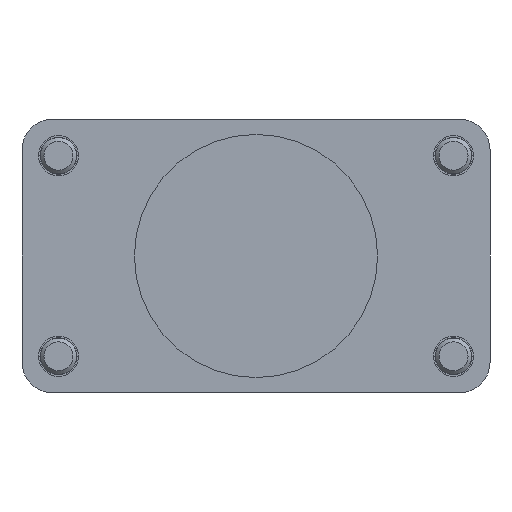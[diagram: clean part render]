
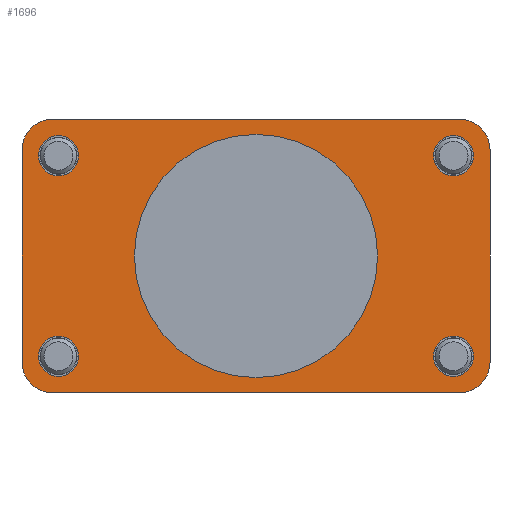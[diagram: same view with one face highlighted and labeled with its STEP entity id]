
A CAD part, front view. The second image highlights one B-rep face of the part: STEP entity #1696.
In plain terms, the highlighted planar face has unit normal (0, -1, 0).
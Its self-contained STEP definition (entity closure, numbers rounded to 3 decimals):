
#90=PLANE('',#1872);
#148=CIRCLE('',#1861,5.);
#149=CIRCLE('',#1864,5.);
#150=CIRCLE('',#1867,5.);
#151=CIRCLE('',#1870,5.);
#152=CIRCLE('',#1873,3.3);
#153=CIRCLE('',#1874,3.3);
#154=CIRCLE('',#1875,3.3);
#155=CIRCLE('',#1876,3.3);
#156=CIRCLE('',#1877,20.);
#258=LINE('',#2723,#378);
#261=LINE('',#2731,#381);
#264=LINE('',#2739,#384);
#267=LINE('',#2747,#387);
#378=VECTOR('',#2138,1000.);
#381=VECTOR('',#2147,1000.);
#384=VECTOR('',#2156,1000.);
#387=VECTOR('',#2165,1000.);
#558=ORIENTED_EDGE('',*,*,#990,.F.);
#559=ORIENTED_EDGE('',*,*,#991,.F.);
#560=ORIENTED_EDGE('',*,*,#992,.F.);
#561=ORIENTED_EDGE('',*,*,#993,.F.);
#562=ORIENTED_EDGE('',*,*,#994,.T.);
#563=ORIENTED_EDGE('',*,*,#974,.F.);
#564=ORIENTED_EDGE('',*,*,#989,.F.);
#565=ORIENTED_EDGE('',*,*,#987,.F.);
#566=ORIENTED_EDGE('',*,*,#985,.F.);
#567=ORIENTED_EDGE('',*,*,#983,.F.);
#568=ORIENTED_EDGE('',*,*,#981,.F.);
#569=ORIENTED_EDGE('',*,*,#979,.F.);
#570=ORIENTED_EDGE('',*,*,#977,.F.);
#974=EDGE_CURVE('',#1192,#1193,#148,.T.);
#977=EDGE_CURVE('',#1193,#1194,#258,.T.);
#979=EDGE_CURVE('',#1194,#1195,#149,.T.);
#981=EDGE_CURVE('',#1195,#1196,#261,.T.);
#983=EDGE_CURVE('',#1196,#1197,#150,.T.);
#985=EDGE_CURVE('',#1197,#1198,#264,.T.);
#987=EDGE_CURVE('',#1198,#1199,#151,.T.);
#989=EDGE_CURVE('',#1199,#1192,#267,.T.);
#990=EDGE_CURVE('',#1200,#1200,#152,.F.);
#991=EDGE_CURVE('',#1201,#1201,#153,.F.);
#992=EDGE_CURVE('',#1202,#1202,#154,.F.);
#993=EDGE_CURVE('',#1203,#1203,#155,.F.);
#994=EDGE_CURVE('',#1204,#1204,#156,.T.);
#1192=VERTEX_POINT('',#2718);
#1193=VERTEX_POINT('',#2719);
#1194=VERTEX_POINT('',#2724);
#1195=VERTEX_POINT('',#2728);
#1196=VERTEX_POINT('',#2732);
#1197=VERTEX_POINT('',#2736);
#1198=VERTEX_POINT('',#2740);
#1199=VERTEX_POINT('',#2744);
#1200=VERTEX_POINT('',#2750);
#1201=VERTEX_POINT('',#2752);
#1202=VERTEX_POINT('',#2754);
#1203=VERTEX_POINT('',#2756);
#1204=VERTEX_POINT('',#2758);
#1350=EDGE_LOOP('',(#558));
#1351=EDGE_LOOP('',(#559));
#1352=EDGE_LOOP('',(#560));
#1353=EDGE_LOOP('',(#561));
#1354=EDGE_LOOP('',(#562));
#1355=EDGE_LOOP('',(#563,#564,#565,#566,#567,#568,#569,#570));
#1504=FACE_BOUND('',#1350,.T.);
#1505=FACE_BOUND('',#1351,.T.);
#1506=FACE_BOUND('',#1352,.T.);
#1507=FACE_BOUND('',#1353,.T.);
#1508=FACE_BOUND('',#1354,.T.);
#1509=FACE_BOUND('',#1355,.T.);
#1696=ADVANCED_FACE('',(#1504,#1505,#1506,#1507,#1508,#1509),#90,.F.);
#1861=AXIS2_PLACEMENT_3D('',#2717,#2132,#2133);
#1864=AXIS2_PLACEMENT_3D('',#2727,#2142,#2143);
#1867=AXIS2_PLACEMENT_3D('',#2735,#2151,#2152);
#1870=AXIS2_PLACEMENT_3D('',#2743,#2160,#2161);
#1872=AXIS2_PLACEMENT_3D('',#2748,#2166,#2167);
#1873=AXIS2_PLACEMENT_3D('',#2749,#2168,#2169);
#1874=AXIS2_PLACEMENT_3D('',#2751,#2170,#2171);
#1875=AXIS2_PLACEMENT_3D('',#2753,#2172,#2173);
#1876=AXIS2_PLACEMENT_3D('',#2755,#2174,#2175);
#1877=AXIS2_PLACEMENT_3D('',#2757,#2176,#2177);
#2132=DIRECTION('',(0.,1.,0.));
#2133=DIRECTION('',(1.,0.,0.));
#2138=DIRECTION('',(0.,0.,1.));
#2142=DIRECTION('',(0.,1.,0.));
#2143=DIRECTION('',(1.,0.,0.));
#2147=DIRECTION('',(1.,0.,0.));
#2151=DIRECTION('',(0.,1.,0.));
#2152=DIRECTION('',(1.,0.,0.));
#2156=DIRECTION('',(0.,0.,-1.));
#2160=DIRECTION('',(0.,1.,0.));
#2161=DIRECTION('',(1.,0.,0.));
#2165=DIRECTION('',(-1.,0.,0.));
#2166=DIRECTION('',(0.,1.,0.));
#2167=DIRECTION('',(0.,0.,1.));
#2168=DIRECTION('',(0.,1.,0.));
#2169=DIRECTION('',(0.,0.,1.));
#2170=DIRECTION('',(0.,1.,0.));
#2171=DIRECTION('',(0.,0.,1.));
#2172=DIRECTION('',(0.,1.,0.));
#2173=DIRECTION('',(0.,0.,1.));
#2174=DIRECTION('',(0.,1.,0.));
#2175=DIRECTION('',(0.,0.,1.));
#2176=DIRECTION('',(0.,1.,0.));
#2177=DIRECTION('',(1.,0.,0.));
#2717=CARTESIAN_POINT('',(-33.5,0.,-17.5));
#2718=CARTESIAN_POINT('',(-33.5,0.,-22.5));
#2719=CARTESIAN_POINT('',(-38.5,0.,-17.5));
#2723=CARTESIAN_POINT('',(-38.5,0.,-17.5));
#2724=CARTESIAN_POINT('',(-38.5,0.,17.5));
#2727=CARTESIAN_POINT('',(-33.5,0.,17.5));
#2728=CARTESIAN_POINT('',(-33.5,0.,22.5));
#2731=CARTESIAN_POINT('',(-33.5,0.,22.5));
#2732=CARTESIAN_POINT('',(33.5,0.,22.5));
#2735=CARTESIAN_POINT('',(33.5,0.,17.5));
#2736=CARTESIAN_POINT('',(38.5,0.,17.5));
#2739=CARTESIAN_POINT('',(38.5,0.,17.5));
#2740=CARTESIAN_POINT('',(38.5,0.,-17.5));
#2743=CARTESIAN_POINT('',(33.5,0.,-17.5));
#2744=CARTESIAN_POINT('',(33.5,0.,-22.5));
#2747=CARTESIAN_POINT('',(33.5,0.,-22.5));
#2748=CARTESIAN_POINT('',(-33.5,0.,-17.5));
#2749=CARTESIAN_POINT('',(32.5,0.,-16.5));
#2750=CARTESIAN_POINT('',(32.5,0.,-13.2));
#2751=CARTESIAN_POINT('',(-32.5,0.,-16.5));
#2752=CARTESIAN_POINT('',(-32.5,0.,-13.2));
#2753=CARTESIAN_POINT('',(32.5,0.,16.5));
#2754=CARTESIAN_POINT('',(32.5,0.,19.8));
#2755=CARTESIAN_POINT('',(-32.5,0.,16.5));
#2756=CARTESIAN_POINT('',(-32.5,0.,19.8));
#2757=CARTESIAN_POINT('',(0.,0.,0.));
#2758=CARTESIAN_POINT('',(20.,0.,0.));
